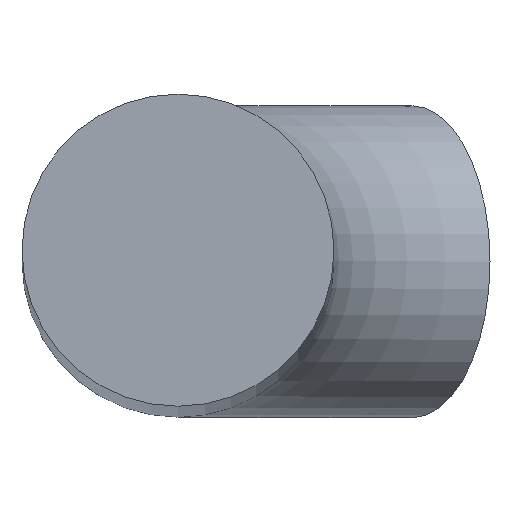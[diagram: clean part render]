
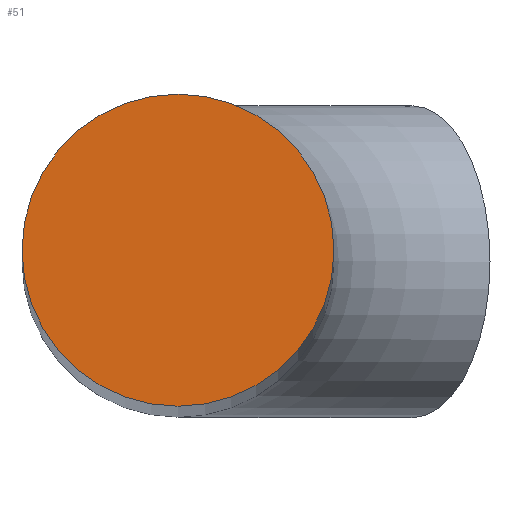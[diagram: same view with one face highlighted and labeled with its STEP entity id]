
A CAD part, top view. The second image highlights one B-rep face of the part: STEP entity #51.
In plain terms, the highlighted planar face has unit normal (0, 0, 1).
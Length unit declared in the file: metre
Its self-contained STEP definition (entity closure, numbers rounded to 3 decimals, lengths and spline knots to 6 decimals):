
#22=ORIENTED_EDGE('',*,*,#28,.F.);
#28=EDGE_CURVE('',#31,#31,#34,.T.);
#31=VERTEX_POINT('',#94);
#34=CIRCLE('',#69,0.0005);
#37=EDGE_LOOP('',(#22));
#43=FACE_BOUND('',#37,.T.);
#49=PLANE('',#68);
#51=ADVANCED_FACE('',(#43),#49,.F.);
#68=AXIS2_PLACEMENT_3D('',#92,#77,#78);
#69=AXIS2_PLACEMENT_3D('',#93,#79,#80);
#77=DIRECTION('',(0.,0.,-1.));
#78=DIRECTION('',(-1.,0.,0.));
#79=DIRECTION('',(0.,0.,-1.));
#80=DIRECTION('',(-1.,0.,0.));
#92=CARTESIAN_POINT('',(-0.0015,0.,0.02));
#93=CARTESIAN_POINT('',(-0.0015,0.,0.02));
#94=CARTESIAN_POINT('',(-0.002,0.,0.02));
